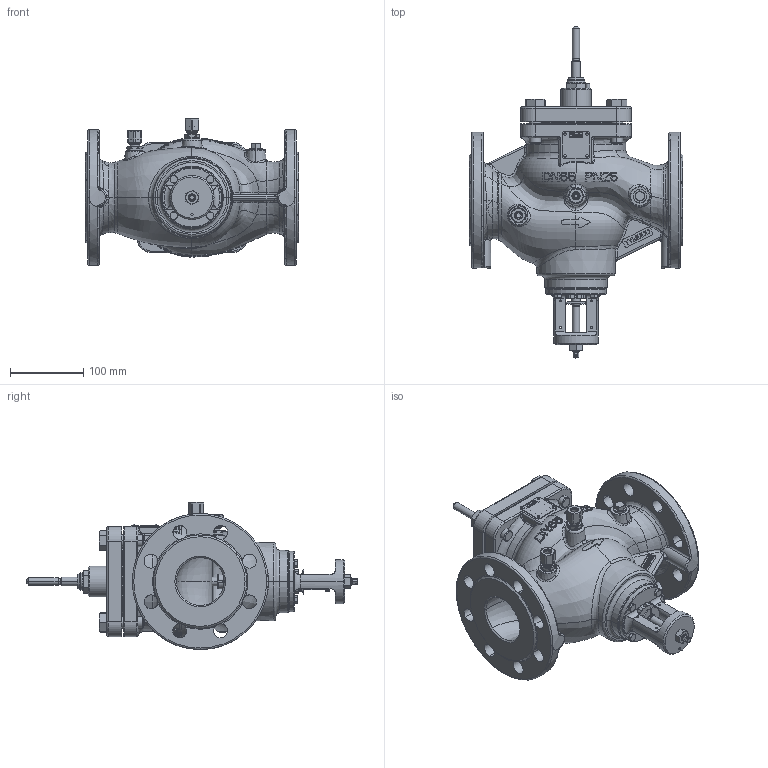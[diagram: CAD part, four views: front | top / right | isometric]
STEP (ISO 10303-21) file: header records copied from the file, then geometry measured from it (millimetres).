
FILE_DESCRIPTION((''),'2;1');
FILE_NAME('065B5577_VFQ22_DN65_PN25_ASM','2023-03-31T17:05:40',('U384264'),('Danfoss'),'CREO PARAMETRIC BY PTC INC, 2022124','CREO PARAMETRIC BY PTC INC, 2022124','');
FILE_SCHEMA(('AUTOMOTIVE_DESIGN { 1 0 10303 214 1 1 1 1 }'));
Products named in the file (26): 88650560_VALVE_B_VFQM_DN65_PN25; 88650770_VALVE_C_VFG_DN65_PN25; 5184024; 88652420_CON_INSERT_DN65-125; 54590640; 88652190_VFG_STEM_DN80; 88654170_VFQ_STEM_DN65-80; 88652800_POINTER_VFQM; 88653900_VFQ_YOKE_DN65-100_MACH; HEX_SCREW_DIN933_M06X18; 88652700_FLOW_SCALE_DN65; 51817881_SCREW_SF_M3X5; 88652300_STUFFING_BOX_DN100_125; 54514350_BONDED_S_17_28X23_8X2; 54790650_BUSH_12X14X10; LABEL_PLATE_37X37; 5589607; 51817290_M5_ZATIC; HEX_NUT_DIN934_M10; 54540510; WALTER_CONNECTION; WALTER_PROFILE_RING; WALTER_CONNECTION_NUT; 8863078_ASM; 188610240; 065B5577_VFQ22_DN65_PN25_ASM
Assembly tree (38 placements, depth 3):
  065B5577_VFQ22_DN65_PN25_ASM
    88650560_VALVE_B_VFQM_DN65_PN25
    88650770_VALVE_C_VFG_DN65_PN25
    5184024  x4
    88652420_CON_INSERT_DN65-125
    54590640
    88652190_VFG_STEM_DN80
    88654170_VFQ_STEM_DN65-80
    88652800_POINTER_VFQM
    88653900_VFQ_YOKE_DN65-100_MACH
    HEX_SCREW_DIN933_M06X18  x4
    88652700_FLOW_SCALE_DN65
    51817881_SCREW_SF_M3X5  x2
    88652300_STUFFING_BOX_DN100_125
    54514350_BONDED_S_17_28X23_8X2
    54790650_BUSH_12X14X10
    LABEL_PLATE_37X37
    5589607  x4
    51817290_M5_ZATIC
    HEX_NUT_DIN934_M10
    54540510  x3
    8863078_ASM  x2
      WALTER_CONNECTION
      WALTER_PROFILE_RING
      WALTER_CONNECTION_NUT
    188610240
Bounding box: 290 x 451.8 x 200.1 mm (x, y, z)
Volume: 3300571.5 mm3; surface area: 606018.9 mm2
Topology: 39 solids, 39 shells, 3981 faces, 10289 edges, 6516 vertices
Faces by surface type: plane 2232, cylinder 619, cone 434, bspline 342, torus 221, extrusion 89, revolution 28, sphere 16
Entity records: 171838 total; most frequent: CARTESIAN_POINT 61094, ORIENTED_EDGE 18454, DIRECTION 15059, EDGE_CURVE 9227, PRESENTATION_STYLE_ASSIGNMENT 8414, STYLED_ITEM 8374, CURVE_STYLE 8104, VERTEX_POINT 5912
